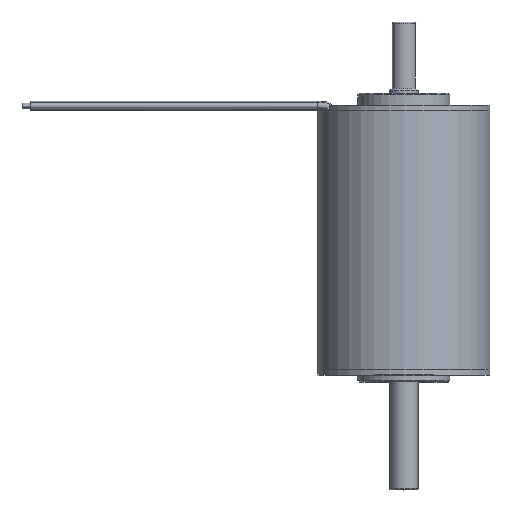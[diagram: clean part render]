
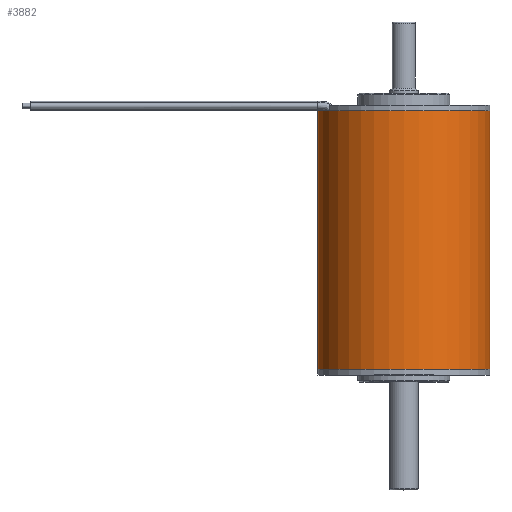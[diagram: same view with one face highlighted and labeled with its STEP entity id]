
A CAD part, top view. The second image highlights one B-rep face of the part: STEP entity #3882.
In plain terms, the highlighted cylindrical face has radius 15 mm (diameter 30 mm), a full revolution.
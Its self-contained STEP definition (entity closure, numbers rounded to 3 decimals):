
#235 = EDGE_CURVE ( 'NONE', #517, #517, #8884, .T. ) ;
#305 = EDGE_LOOP ( 'NONE', ( #10598 ) ) ;
#517 = VERTEX_POINT ( 'NONE', #11151 ) ;
#752 = DIRECTION ( 'NONE',  ( 0., 1., 0. ) ) ;
#1684 = AXIS2_PLACEMENT_3D ( 'NONE', #9607, #13925, #4980 ) ;
#2001 = CARTESIAN_POINT ( 'NONE',  ( 0., -45., 15. ) ) ;
#2738 = EDGE_LOOP ( 'NONE', ( #6915 ) ) ;
#3521 = FACE_OUTER_BOUND ( 'NONE', #2738, .T. ) ;
#3882 = ADVANCED_FACE ( 'NONE', ( #3521, #13014 ), #7768, .T. ) ;
#4452 = AXIS2_PLACEMENT_3D ( 'NONE', #4573, #12161, #6774 ) ;
#4573 = CARTESIAN_POINT ( 'NONE',  ( 0., 0., 0. ) ) ;
#4980 = DIRECTION ( 'NONE',  ( 0., 0., 1. ) ) ;
#5068 = DIRECTION ( 'NONE',  ( 0., 0., 1. ) ) ;
#6399 = EDGE_CURVE ( 'NONE', #7450, #7450, #8470, .T. ) ;
#6774 = DIRECTION ( 'NONE',  ( 0., 0., 1. ) ) ;
#6915 = ORIENTED_EDGE ( 'NONE', *, *, #235, .F. ) ;
#7450 = VERTEX_POINT ( 'NONE', #2001 ) ;
#7768 = CYLINDRICAL_SURFACE ( 'NONE', #4452, 15. ) ;
#8470 = CIRCLE ( 'NONE', #1684, 15. ) ;
#8884 = CIRCLE ( 'NONE', #9821, 15. ) ;
#9408 = CARTESIAN_POINT ( 'NONE',  ( 0., 0., 0. ) ) ;
#9607 = CARTESIAN_POINT ( 'NONE',  ( 0., -45., 0. ) ) ;
#9821 = AXIS2_PLACEMENT_3D ( 'NONE', #9408, #752, #5068 ) ;
#10598 = ORIENTED_EDGE ( 'NONE', *, *, #6399, .T. ) ;
#11151 = CARTESIAN_POINT ( 'NONE',  ( 0., 0., 15. ) ) ;
#12161 = DIRECTION ( 'NONE',  ( 0., 1., 0. ) ) ;
#13014 = FACE_OUTER_BOUND ( 'NONE', #305, .T. ) ;
#13925 = DIRECTION ( 'NONE',  ( 0., 1., 0. ) ) ;
